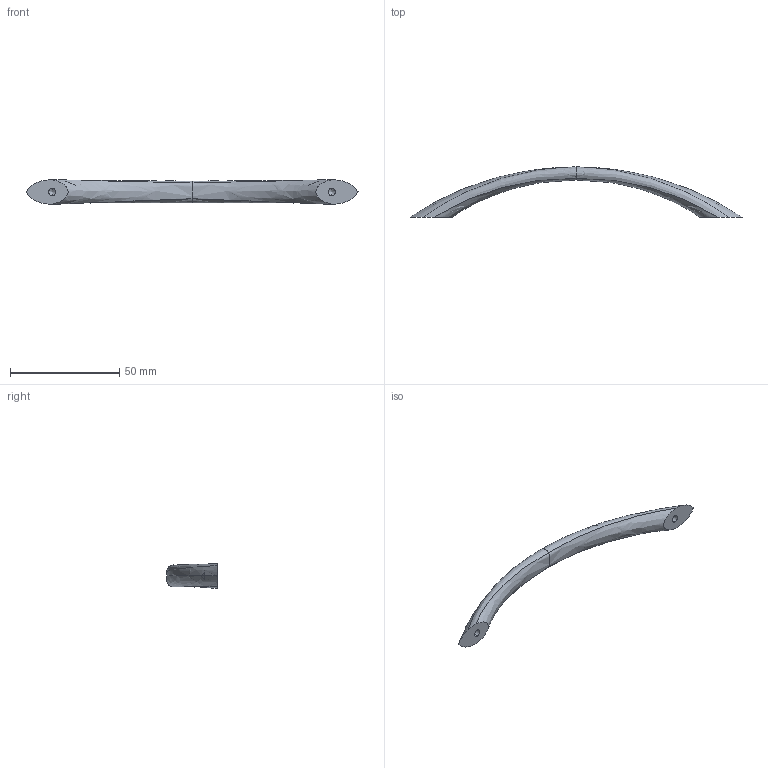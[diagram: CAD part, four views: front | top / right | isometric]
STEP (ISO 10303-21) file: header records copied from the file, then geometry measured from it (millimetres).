
FILE_DESCRIPTION (( 'STEP AP214' ), '1' );
FILE_NAME ('F002330,F002332,F002334,F002336,F002338,F002340_3D.step', '2022-07-07T08:08:54', ( '' ), ( '' ), 'SwSTEP 2.0', 'SolidWorks 2020', '' );
FILE_SCHEMA (( 'AUTOMOTIVE_DESIGN' ));
Length unit declared in the file: millimetre
Products named in the file (1): F002330,F002332,F002334,F002336,F002338,F002340_3D
Bounding box: 152 x 23 x 11.39 mm (x, y, z)
Volume: 8728.4 mm3; surface area: 4425.7 mm2
Topology: 1 solids, 1 shells, 20 faces, 56 edges, 36 vertices
Faces by surface type: bspline 10, cylinder 4, cone 4, plane 2
Entity records: 1329 total; most frequent: CARTESIAN_POINT 783, ORIENTED_EDGE 104, DIRECTION 87, EDGE_CURVE 52, VERTEX_POINT 36, AXIS2_PLACEMENT_3D 36, CIRCLE 25, EDGE_LOOP 22
